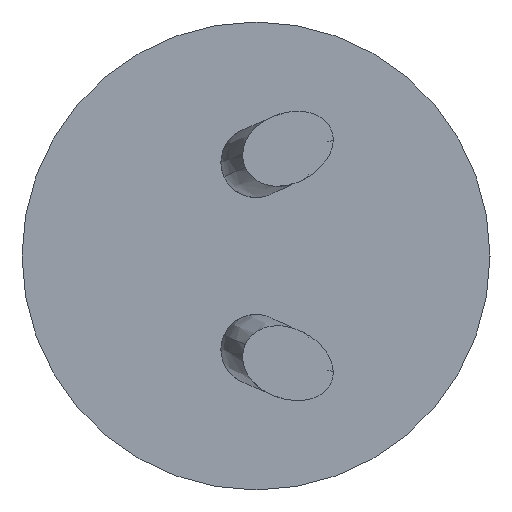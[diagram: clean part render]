
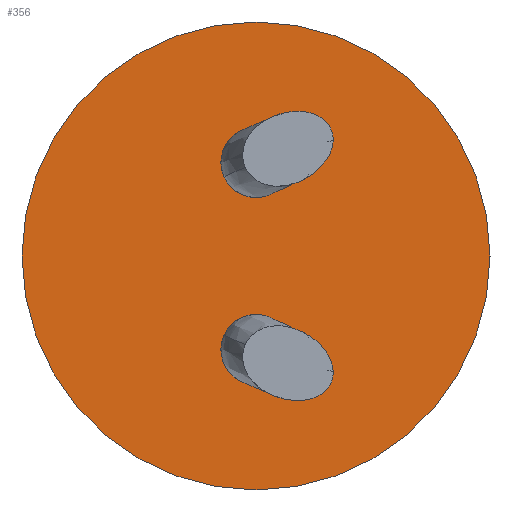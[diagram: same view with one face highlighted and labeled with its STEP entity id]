
A CAD part, left-side view. The second image highlights one B-rep face of the part: STEP entity #356.
In plain terms, the highlighted planar face has unit normal (-1, 0, 0).
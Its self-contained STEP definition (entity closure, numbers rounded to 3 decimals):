
#2 = EDGE_CURVE ( 'NONE', #111, #353, #256, .T. ) ;
#34 = DIRECTION ( 'NONE',  ( -1., 0., 0. ) ) ;
#36 = CARTESIAN_POINT ( 'NONE',  ( -8., 1.5, -1. ) ) ;
#46 = CARTESIAN_POINT ( 'NONE',  ( -8., 1.65, -0.4 ) ) ;
#58 = DIRECTION ( 'NONE',  ( 0., 1., 0. ) ) ;
#59 = DIRECTION ( 'NONE',  ( -1., 0., 0. ) ) ;
#70 = DIRECTION ( 'NONE',  ( 0., 1., 0. ) ) ;
#97 = EDGE_CURVE ( 'NONE', #574, #586, #467, .T. ) ;
#99 = CIRCLE ( 'NONE', #426, 1. ) ;
#109 = DIRECTION ( 'NONE',  ( 1., 0., 0. ) ) ;
#111 = VERTEX_POINT ( 'NONE', #278 ) ;
#112 = CARTESIAN_POINT ( 'NONE',  ( -8., 1.35, 0.4 ) ) ;
#119 = CARTESIAN_POINT ( 'NONE',  ( -8., 1.5, -0.4 ) ) ;
#147 = CIRCLE ( 'NONE', #240, 1. ) ;
#168 = CARTESIAN_POINT ( 'NONE',  ( -8., 1.5, 0. ) ) ;
#173 = FACE_OUTER_BOUND ( 'NONE', #422, .T. ) ;
#178 = EDGE_CURVE ( 'NONE', #586, #574, #401, .T. ) ;
#181 = AXIS2_PLACEMENT_3D ( 'NONE', #395, #604, #658 ) ;
#204 = DIRECTION ( 'NONE',  ( 0., 0., 1. ) ) ;
#208 = AXIS2_PLACEMENT_3D ( 'NONE', #365, #34, #459 ) ;
#221 = DIRECTION ( 'NONE',  ( -1., 0., 0. ) ) ;
#240 = AXIS2_PLACEMENT_3D ( 'NONE', #529, #331, #525 ) ;
#247 = ORIENTED_EDGE ( 'NONE', *, *, #648, .T. ) ;
#256 = CIRCLE ( 'NONE', #437, 0.15 ) ;
#259 = CARTESIAN_POINT ( 'NONE',  ( -8., 1.5, 0. ) ) ;
#272 = PLANE ( 'NONE',  #380 ) ;
#277 = VERTEX_POINT ( 'NONE', #618 ) ;
#278 = CARTESIAN_POINT ( 'NONE',  ( -8., 1.65, 0.4 ) ) ;
#291 = AXIS2_PLACEMENT_3D ( 'NONE', #119, #59, #70 ) ;
#296 = ORIENTED_EDGE ( 'NONE', *, *, #304, .F. ) ;
#304 = EDGE_CURVE ( 'NONE', #353, #111, #654, .T. ) ;
#313 = DIRECTION ( 'NONE',  ( -1., 0., 0. ) ) ;
#320 = FACE_BOUND ( 'NONE', #447, .T. ) ;
#329 = DIRECTION ( 'NONE',  ( 0., 0., -1. ) ) ;
#331 = DIRECTION ( 'NONE',  ( -1., 0., 0. ) ) ;
#353 = VERTEX_POINT ( 'NONE', #112 ) ;
#356 = ADVANCED_FACE ( 'NONE', ( #642, #320, #173 ), #272, .F. ) ;
#365 = CARTESIAN_POINT ( 'NONE',  ( -8., 1.5, 0.4 ) ) ;
#367 = CARTESIAN_POINT ( 'NONE',  ( -8., 1.35, -0.4 ) ) ;
#380 = AXIS2_PLACEMENT_3D ( 'NONE', #168, #109, #329 ) ;
#395 = CARTESIAN_POINT ( 'NONE',  ( -8., 1.5, -0.4 ) ) ;
#401 = CIRCLE ( 'NONE', #181, 0.15 ) ;
#422 = EDGE_LOOP ( 'NONE', ( #631, #247 ) ) ;
#426 = AXIS2_PLACEMENT_3D ( 'NONE', #259, #313, #204 ) ;
#430 = ORIENTED_EDGE ( 'NONE', *, *, #97, .F. ) ;
#437 = AXIS2_PLACEMENT_3D ( 'NONE', #477, #221, #58 ) ;
#447 = EDGE_LOOP ( 'NONE', ( #430, #569 ) ) ;
#459 = DIRECTION ( 'NONE',  ( 0., 1., 0. ) ) ;
#467 = CIRCLE ( 'NONE', #291, 0.15 ) ;
#477 = CARTESIAN_POINT ( 'NONE',  ( -8., 1.5, 0.4 ) ) ;
#523 = VERTEX_POINT ( 'NONE', #36 ) ;
#525 = DIRECTION ( 'NONE',  ( 0., 0., 1. ) ) ;
#529 = CARTESIAN_POINT ( 'NONE',  ( -8., 1.5, 0. ) ) ;
#536 = EDGE_LOOP ( 'NONE', ( #673, #296 ) ) ;
#569 = ORIENTED_EDGE ( 'NONE', *, *, #178, .F. ) ;
#571 = EDGE_CURVE ( 'NONE', #277, #523, #99, .T. ) ;
#574 = VERTEX_POINT ( 'NONE', #46 ) ;
#586 = VERTEX_POINT ( 'NONE', #367 ) ;
#604 = DIRECTION ( 'NONE',  ( -1., 0., 0. ) ) ;
#618 = CARTESIAN_POINT ( 'NONE',  ( -8., 1.5, 1. ) ) ;
#631 = ORIENTED_EDGE ( 'NONE', *, *, #571, .T. ) ;
#642 = FACE_BOUND ( 'NONE', #536, .T. ) ;
#648 = EDGE_CURVE ( 'NONE', #523, #277, #147, .T. ) ;
#654 = CIRCLE ( 'NONE', #208, 0.15 ) ;
#658 = DIRECTION ( 'NONE',  ( 0., 1., 0. ) ) ;
#673 = ORIENTED_EDGE ( 'NONE', *, *, #2, .F. ) ;
